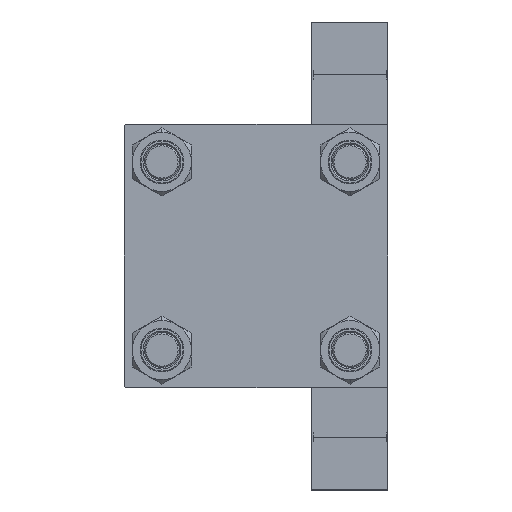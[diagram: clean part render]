
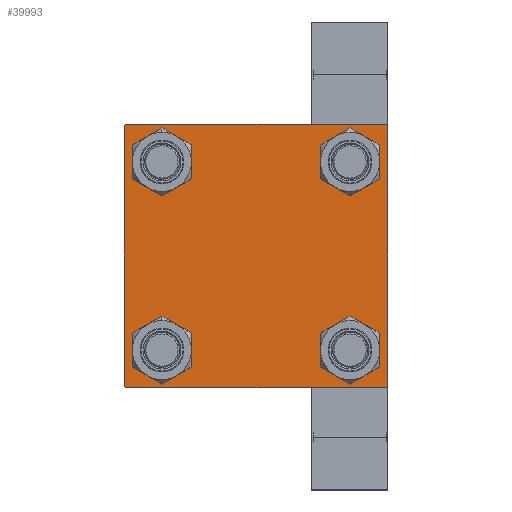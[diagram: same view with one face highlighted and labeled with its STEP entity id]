
A CAD part, left-side view. The second image highlights one B-rep face of the part: STEP entity #39993.
In plain terms, the highlighted planar face has unit normal (-1, 0, 0).
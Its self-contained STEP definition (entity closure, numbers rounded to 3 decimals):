
#486 = VECTOR ( 'NONE', #17611, 1000. ) ;
#1137 = DIRECTION ( 'NONE',  ( 0., 0., 1. ) ) ;
#1370 = DIRECTION ( 'NONE',  ( 1., 0., 0. ) ) ;
#1625 = AXIS2_PLACEMENT_3D ( 'NONE', #26726, #7175, #26010 ) ;
#1654 = DIRECTION ( 'NONE',  ( 1., 0., 0. ) ) ;
#1963 = EDGE_CURVE ( 'NONE', #12049, #18054, #43177, .T. ) ;
#2288 = FACE_BOUND ( 'NONE', #20356, .T. ) ;
#2765 = CARTESIAN_POINT ( 'NONE',  ( 0., -45., 45. ) ) ;
#3421 = ORIENTED_EDGE ( 'NONE', *, *, #41454, .T. ) ;
#3649 = ORIENTED_EDGE ( 'NONE', *, *, #1963, .T. ) ;
#3963 = LINE ( 'NONE', #8109, #37608 ) ;
#4441 = EDGE_LOOP ( 'NONE', ( #34041, #15852, #25695, #3421, #47924, #3649, #40113, #16689 ) ) ;
#4618 = CARTESIAN_POINT ( 'NONE',  ( 0., 44.5, 45. ) ) ;
#4863 = CARTESIAN_POINT ( 'NONE',  ( 0., 32.15, -32.15 ) ) ;
#5436 = VERTEX_POINT ( 'NONE', #17786 ) ;
#6155 = VERTEX_POINT ( 'NONE', #39633 ) ;
#6211 = PLANE ( 'NONE',  #43869 ) ;
#6282 = CARTESIAN_POINT ( 'NONE',  ( 0., -44.5, 45. ) ) ;
#6363 = VERTEX_POINT ( 'NONE', #19005 ) ;
#6489 = DIRECTION ( 'NONE',  ( 1., 0., 0. ) ) ;
#6771 = EDGE_CURVE ( 'NONE', #6155, #14651, #12491, .T. ) ;
#7094 = ORIENTED_EDGE ( 'NONE', *, *, #41905, .T. ) ;
#7175 = DIRECTION ( 'NONE',  ( 1., 0., 0. ) ) ;
#7882 = CIRCLE ( 'NONE', #1625, 6.5 ) ;
#7928 = AXIS2_PLACEMENT_3D ( 'NONE', #39259, #6489, #35370 ) ;
#8109 = CARTESIAN_POINT ( 'NONE',  ( 0., -44.75, -44.75 ) ) ;
#8464 = CARTESIAN_POINT ( 'NONE',  ( 0., -32.15, 32.15 ) ) ;
#9042 = VECTOR ( 'NONE', #45885, 1000. ) ;
#9569 = CARTESIAN_POINT ( 'NONE',  ( 0., 45., 45. ) ) ;
#9805 = DIRECTION ( 'NONE',  ( 0., 0., -1. ) ) ;
#10169 = EDGE_CURVE ( 'NONE', #18953, #45131, #43063, .T. ) ;
#10286 = CIRCLE ( 'NONE', #37646, 6.5 ) ;
#11148 = VERTEX_POINT ( 'NONE', #40114 ) ;
#11205 = ORIENTED_EDGE ( 'NONE', *, *, #6771, .T. ) ;
#11253 = DIRECTION ( 'NONE',  ( 0., 0., 1. ) ) ;
#11960 = CARTESIAN_POINT ( 'NONE',  ( 0., 32.15, -32.15 ) ) ;
#11985 = CARTESIAN_POINT ( 'NONE',  ( 0., 45., -44.5 ) ) ;
#12049 = VERTEX_POINT ( 'NONE', #31821 ) ;
#12466 = EDGE_CURVE ( 'NONE', #19497, #18054, #24371, .T. ) ;
#12491 = CIRCLE ( 'NONE', #23424, 6.5 ) ;
#12729 = EDGE_LOOP ( 'NONE', ( #7094, #26880 ) ) ;
#13216 = LINE ( 'NONE', #32055, #32018 ) ;
#13292 = VECTOR ( 'NONE', #16576, 1000. ) ;
#13472 = CARTESIAN_POINT ( 'NONE',  ( 0., -32.15, 25.65 ) ) ;
#13539 = DIRECTION ( 'NONE',  ( -1., 0., 0. ) ) ;
#13777 = CIRCLE ( 'NONE', #22364, 6.5 ) ;
#14651 = VERTEX_POINT ( 'NONE', #13472 ) ;
#14802 = EDGE_CURVE ( 'NONE', #41831, #6363, #10286, .T. ) ;
#15852 = ORIENTED_EDGE ( 'NONE', *, *, #34983, .T. ) ;
#16575 = VECTOR ( 'NONE', #39037, 1000. ) ;
#16576 = DIRECTION ( 'NONE',  ( 0., -0.707, -0.707 ) ) ;
#16689 = ORIENTED_EDGE ( 'NONE', *, *, #26187, .T. ) ;
#17611 = DIRECTION ( 'NONE',  ( 0., 0.707, -0.707 ) ) ;
#17786 = CARTESIAN_POINT ( 'NONE',  ( 0., 45., 44.5 ) ) ;
#18054 = VERTEX_POINT ( 'NONE', #6282 ) ;
#18953 = VERTEX_POINT ( 'NONE', #44126 ) ;
#19005 = CARTESIAN_POINT ( 'NONE',  ( 0., 32.15, 25.65 ) ) ;
#19078 = CARTESIAN_POINT ( 'NONE',  ( 0., 32.15, 32.15 ) ) ;
#19092 = DIRECTION ( 'NONE',  ( 0., 0., 1. ) ) ;
#19497 = VERTEX_POINT ( 'NONE', #4618 ) ;
#19571 = EDGE_CURVE ( 'NONE', #43398, #43516, #40110, .T. ) ;
#19651 = AXIS2_PLACEMENT_3D ( 'NONE', #11960, #31279, #26882 ) ;
#20244 = LINE ( 'NONE', #30792, #13292 ) ;
#20356 = EDGE_LOOP ( 'NONE', ( #36428, #22571 ) ) ;
#20934 = CARTESIAN_POINT ( 'NONE',  ( 0., -32.15, -38.65 ) ) ;
#21108 = DIRECTION ( 'NONE',  ( 1., 0., 0. ) ) ;
#22053 = DIRECTION ( 'NONE',  ( 0., -0.707, 0.707 ) ) ;
#22364 = AXIS2_PLACEMENT_3D ( 'NONE', #8464, #1370, #1137 ) ;
#22511 = VERTEX_POINT ( 'NONE', #45061 ) ;
#22571 = ORIENTED_EDGE ( 'NONE', *, *, #30561, .T. ) ;
#22751 = CIRCLE ( 'NONE', #19651, 6.5 ) ;
#23424 = AXIS2_PLACEMENT_3D ( 'NONE', #24790, #21108, #39703 ) ;
#23789 = CARTESIAN_POINT ( 'NONE',  ( 0., -44.5, -45. ) ) ;
#24125 = CARTESIAN_POINT ( 'NONE',  ( 0., 45., 45. ) ) ;
#24230 = DIRECTION ( 'NONE',  ( 0., -1., 0. ) ) ;
#24371 = LINE ( 'NONE', #24125, #16575 ) ;
#24790 = CARTESIAN_POINT ( 'NONE',  ( 0., -32.15, 32.15 ) ) ;
#25281 = AXIS2_PLACEMENT_3D ( 'NONE', #4863, #1654, #42027 ) ;
#25690 = EDGE_CURVE ( 'NONE', #14651, #6155, #13777, .T. ) ;
#25695 = ORIENTED_EDGE ( 'NONE', *, *, #33942, .T. ) ;
#26010 = DIRECTION ( 'NONE',  ( 0., 0., 1. ) ) ;
#26187 = EDGE_CURVE ( 'NONE', #19497, #5436, #47677, .T. ) ;
#26726 = CARTESIAN_POINT ( 'NONE',  ( 0., -32.15, -32.15 ) ) ;
#26880 = ORIENTED_EDGE ( 'NONE', *, *, #19571, .T. ) ;
#26882 = DIRECTION ( 'NONE',  ( 0., 0., 1. ) ) ;
#28025 = CARTESIAN_POINT ( 'NONE',  ( 0., -44.75, 44.75 ) ) ;
#28471 = FACE_BOUND ( 'NONE', #42678, .T. ) ;
#29108 = CARTESIAN_POINT ( 'NONE',  ( 0., 44.75, 44.75 ) ) ;
#29674 = VECTOR ( 'NONE', #48218, 1000. ) ;
#29804 = ORIENTED_EDGE ( 'NONE', *, *, #40186, .T. ) ;
#30344 = CARTESIAN_POINT ( 'NONE',  ( 0., 32.15, 32.15 ) ) ;
#30561 = EDGE_CURVE ( 'NONE', #6363, #41831, #40347, .T. ) ;
#30792 = CARTESIAN_POINT ( 'NONE',  ( 0., 44.75, -44.75 ) ) ;
#31279 = DIRECTION ( 'NONE',  ( 1., 0., 0. ) ) ;
#31446 = VERTEX_POINT ( 'NONE', #23789 ) ;
#31821 = CARTESIAN_POINT ( 'NONE',  ( 0., -45., 44.5 ) ) ;
#31863 = ORIENTED_EDGE ( 'NONE', *, *, #10169, .T. ) ;
#32018 = VECTOR ( 'NONE', #24230, 1000. ) ;
#32055 = CARTESIAN_POINT ( 'NONE',  ( 0., 45., -45. ) ) ;
#32393 = FACE_BOUND ( 'NONE', #33009, .T. ) ;
#33009 = EDGE_LOOP ( 'NONE', ( #11205, #45682 ) ) ;
#33119 = DIRECTION ( 'NONE',  ( 0., 0., 1. ) ) ;
#33411 = CARTESIAN_POINT ( 'NONE',  ( 0., 32.15, -38.65 ) ) ;
#33942 = EDGE_CURVE ( 'NONE', #22511, #31446, #13216, .T. ) ;
#34041 = ORIENTED_EDGE ( 'NONE', *, *, #35393, .T. ) ;
#34558 = EDGE_CURVE ( 'NONE', #12049, #11148, #36283, .T. ) ;
#34983 = EDGE_CURVE ( 'NONE', #40612, #22511, #20244, .T. ) ;
#35189 = CARTESIAN_POINT ( 'NONE',  ( 0., 32.15, 38.65 ) ) ;
#35370 = DIRECTION ( 'NONE',  ( 0., 0., 1. ) ) ;
#35393 = EDGE_CURVE ( 'NONE', #5436, #40612, #43061, .T. ) ;
#36061 = DIRECTION ( 'NONE',  ( 1., 0., 0. ) ) ;
#36283 = LINE ( 'NONE', #2765, #29674 ) ;
#36293 = CARTESIAN_POINT ( 'NONE',  ( 0., 32.15, -25.65 ) ) ;
#36428 = ORIENTED_EDGE ( 'NONE', *, *, #14802, .T. ) ;
#36536 = FACE_OUTER_BOUND ( 'NONE', #4441, .T. ) ;
#37608 = VECTOR ( 'NONE', #22053, 1000. ) ;
#37646 = AXIS2_PLACEMENT_3D ( 'NONE', #19078, #41576, #11253 ) ;
#39037 = DIRECTION ( 'NONE',  ( 0., -1., 0. ) ) ;
#39259 = CARTESIAN_POINT ( 'NONE',  ( 0., -32.15, -32.15 ) ) ;
#39633 = CARTESIAN_POINT ( 'NONE',  ( 0., -32.15, 38.65 ) ) ;
#39703 = DIRECTION ( 'NONE',  ( 0., 0., 1. ) ) ;
#39993 = ADVANCED_FACE ( 'NONE', ( #32393, #28471, #43859, #2288, #36536 ), #6211, .T. ) ;
#40110 = CIRCLE ( 'NONE', #25281, 6.5 ) ;
#40113 = ORIENTED_EDGE ( 'NONE', *, *, #12466, .F. ) ;
#40114 = CARTESIAN_POINT ( 'NONE',  ( 0., -45., -44.5 ) ) ;
#40186 = EDGE_CURVE ( 'NONE', #45131, #18953, #7882, .T. ) ;
#40347 = CIRCLE ( 'NONE', #46583, 6.5 ) ;
#40612 = VERTEX_POINT ( 'NONE', #11985 ) ;
#41454 = EDGE_CURVE ( 'NONE', #31446, #11148, #3963, .T. ) ;
#41576 = DIRECTION ( 'NONE',  ( 1., 0., 0. ) ) ;
#41831 = VERTEX_POINT ( 'NONE', #35189 ) ;
#41905 = EDGE_CURVE ( 'NONE', #43516, #43398, #22751, .T. ) ;
#42027 = DIRECTION ( 'NONE',  ( 0., 0., 1. ) ) ;
#42678 = EDGE_LOOP ( 'NONE', ( #31863, #29804 ) ) ;
#43061 = LINE ( 'NONE', #9569, #44527 ) ;
#43063 = CIRCLE ( 'NONE', #7928, 6.5 ) ;
#43177 = LINE ( 'NONE', #28025, #9042 ) ;
#43378 = CARTESIAN_POINT ( 'NONE',  ( 0., 0., 0. ) ) ;
#43398 = VERTEX_POINT ( 'NONE', #33411 ) ;
#43516 = VERTEX_POINT ( 'NONE', #36293 ) ;
#43859 = FACE_BOUND ( 'NONE', #12729, .T. ) ;
#43869 = AXIS2_PLACEMENT_3D ( 'NONE', #43378, #13539, #33119 ) ;
#44126 = CARTESIAN_POINT ( 'NONE',  ( 0., -32.15, -25.65 ) ) ;
#44527 = VECTOR ( 'NONE', #9805, 1000. ) ;
#45061 = CARTESIAN_POINT ( 'NONE',  ( 0., 44.5, -45. ) ) ;
#45131 = VERTEX_POINT ( 'NONE', #20934 ) ;
#45682 = ORIENTED_EDGE ( 'NONE', *, *, #25690, .T. ) ;
#45885 = DIRECTION ( 'NONE',  ( 0., 0.707, 0.707 ) ) ;
#46583 = AXIS2_PLACEMENT_3D ( 'NONE', #30344, #36061, #19092 ) ;
#47677 = LINE ( 'NONE', #29108, #486 ) ;
#47924 = ORIENTED_EDGE ( 'NONE', *, *, #34558, .F. ) ;
#48218 = DIRECTION ( 'NONE',  ( 0., 0., -1. ) ) ;
